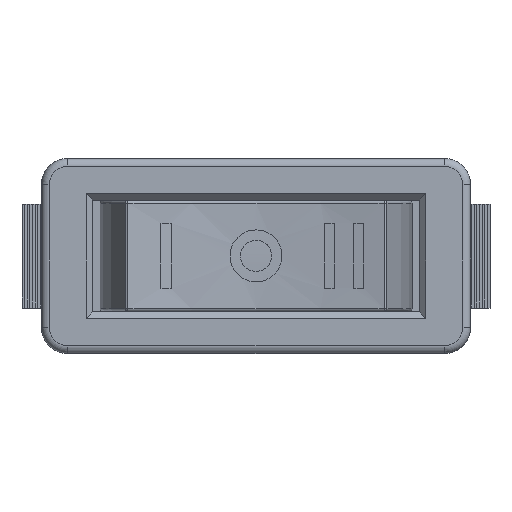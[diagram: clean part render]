
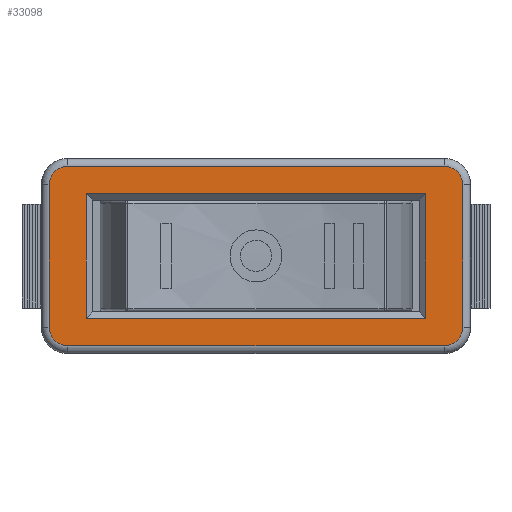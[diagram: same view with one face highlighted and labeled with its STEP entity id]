
A CAD part, top view. The second image highlights one B-rep face of the part: STEP entity #33098.
In plain terms, the highlighted planar face has unit normal (0, 0, 1).
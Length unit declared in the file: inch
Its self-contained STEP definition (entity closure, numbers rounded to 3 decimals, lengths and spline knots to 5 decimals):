
#32850=CARTESIAN_POINT('',(-0.51378,-0.18898,0.74803));
#32851=VERTEX_POINT('',#32850);
#32858=CARTESIAN_POINT('',(0.51378,-0.18898,0.74803));
#32859=VERTEX_POINT('',#32858);
#32860=CARTESIAN_POINT('',(-0.51378,-0.18898,0.74803));
#32861=DIRECTION('',(1.0,0.0,0.0));
#32862=VECTOR('',#32861,1.02756);
#32863=LINE('',#32860,#32862);
#32864=EDGE_CURVE('',#32851,#32859,#32863,.T.);
#32888=CARTESIAN_POINT('',(-0.51378,0.18898,0.74803));
#32889=VERTEX_POINT('',#32888);
#32896=CARTESIAN_POINT('',(-0.51378,0.18898,0.74803));
#32897=DIRECTION('',(0.0,-1.0,0.0));
#32898=VECTOR('',#32897,0.37795);
#32899=LINE('',#32896,#32898);
#32900=EDGE_CURVE('',#32889,#32851,#32899,.T.);
#32919=CARTESIAN_POINT('',(0.51378,0.18898,0.74803));
#32920=VERTEX_POINT('',#32919);
#32927=CARTESIAN_POINT('',(0.51378,0.18898,0.74803));
#32928=DIRECTION('',(-1.0,0.0,0.0));
#32929=VECTOR('',#32928,1.02756);
#32930=LINE('',#32927,#32929);
#32931=EDGE_CURVE('',#32920,#32889,#32930,.T.);
#32949=CARTESIAN_POINT('',(0.51378,-0.18898,0.74803));
#32950=DIRECTION('',(0.0,1.0,0.0));
#32951=VECTOR('',#32950,0.37795);
#32952=LINE('',#32949,#32951);
#32953=EDGE_CURVE('',#32859,#32920,#32952,.T.);
#33017=CARTESIAN_POINT('',(-0.68858,-0.29882,0.74803));
#33018=DIRECTION('',(0.0,0.0,1.0));
#33019=DIRECTION('',(1.0,0.0,0.0));
#33020=AXIS2_PLACEMENT_3D('',#33017,#33018,#33019);
#33021=PLANE('',#33020);
#33022=CARTESIAN_POINT('',(-0.62598,-0.21654,0.74803));
#33023=VERTEX_POINT('',#33022);
#33024=CARTESIAN_POINT('',(-0.62598,0.21654,0.74803));
#33025=VERTEX_POINT('',#33024);
#33026=CARTESIAN_POINT('',(-0.62598,-0.21654,0.74803));
#33027=DIRECTION('',(0.0,1.0,0.0));
#33028=VECTOR('',#33027,0.43307);
#33029=LINE('',#33026,#33028);
#33030=EDGE_CURVE('',#33023,#33025,#33029,.T.);
#33031=ORIENTED_EDGE('',*,*,#33030,.F.);
#33032=CARTESIAN_POINT('',(-0.57087,-0.27165,0.74803));
#33033=VERTEX_POINT('',#33032);
#33034=CARTESIAN_POINT('',(-0.57087,-0.21654,0.74803));
#33035=DIRECTION('',(0.0,0.0,-1.0));
#33036=DIRECTION('',(-0.707,-0.707,0.0));
#33037=AXIS2_PLACEMENT_3D('',#33034,#33035,#33036);
#33038=CIRCLE('',#33037,0.05512);
#33039=EDGE_CURVE('',#33033,#33023,#33038,.T.);
#33040=ORIENTED_EDGE('',*,*,#33039,.F.);
#33041=CARTESIAN_POINT('',(0.57087,-0.27165,0.74803));
#33042=VERTEX_POINT('',#33041);
#33043=CARTESIAN_POINT('',(0.57087,-0.27165,0.74803));
#33044=DIRECTION('',(-1.0,0.0,0.0));
#33045=VECTOR('',#33044,1.14173);
#33046=LINE('',#33043,#33045);
#33047=EDGE_CURVE('',#33042,#33033,#33046,.T.);
#33048=ORIENTED_EDGE('',*,*,#33047,.F.);
#33049=CARTESIAN_POINT('',(0.62598,-0.21654,0.74803));
#33050=VERTEX_POINT('',#33049);
#33051=CARTESIAN_POINT('',(0.57087,-0.21654,0.74803));
#33052=DIRECTION('',(0.0,0.0,-1.0));
#33053=DIRECTION('',(0.707,-0.707,0.0));
#33054=AXIS2_PLACEMENT_3D('',#33051,#33052,#33053);
#33055=CIRCLE('',#33054,0.05512);
#33056=EDGE_CURVE('',#33050,#33042,#33055,.T.);
#33057=ORIENTED_EDGE('',*,*,#33056,.F.);
#33058=CARTESIAN_POINT('',(0.62598,0.21654,0.74803));
#33059=VERTEX_POINT('',#33058);
#33060=CARTESIAN_POINT('',(0.62598,0.21654,0.74803));
#33061=DIRECTION('',(0.0,-1.0,0.0));
#33062=VECTOR('',#33061,0.43307);
#33063=LINE('',#33060,#33062);
#33064=EDGE_CURVE('',#33059,#33050,#33063,.T.);
#33065=ORIENTED_EDGE('',*,*,#33064,.F.);
#33066=CARTESIAN_POINT('',(0.57087,0.27165,0.74803));
#33067=VERTEX_POINT('',#33066);
#33068=CARTESIAN_POINT('',(0.57087,0.21654,0.74803));
#33069=DIRECTION('',(0.0,0.0,-1.0));
#33070=DIRECTION('',(0.707,0.707,0.0));
#33071=AXIS2_PLACEMENT_3D('',#33068,#33069,#33070);
#33072=CIRCLE('',#33071,0.05512);
#33073=EDGE_CURVE('',#33067,#33059,#33072,.T.);
#33074=ORIENTED_EDGE('',*,*,#33073,.F.);
#33075=CARTESIAN_POINT('',(-0.57087,0.27165,0.74803));
#33076=VERTEX_POINT('',#33075);
#33077=CARTESIAN_POINT('',(-0.57087,0.27165,0.74803));
#33078=DIRECTION('',(1.0,0.0,0.0));
#33079=VECTOR('',#33078,1.14173);
#33080=LINE('',#33077,#33079);
#33081=EDGE_CURVE('',#33076,#33067,#33080,.T.);
#33082=ORIENTED_EDGE('',*,*,#33081,.F.);
#33083=CARTESIAN_POINT('',(-0.57087,0.21654,0.74803));
#33084=DIRECTION('',(0.0,0.0,-1.0));
#33085=DIRECTION('',(-0.707,0.707,0.0));
#33086=AXIS2_PLACEMENT_3D('',#33083,#33084,#33085);
#33087=CIRCLE('',#33086,0.05512);
#33088=EDGE_CURVE('',#33025,#33076,#33087,.T.);
#33089=ORIENTED_EDGE('',*,*,#33088,.F.);
#33090=EDGE_LOOP('',(#33031,#33040,#33048,#33057,#33065,#33074,#33082,#33089));
#33091=FACE_OUTER_BOUND('',#33090,.T.);
#33092=ORIENTED_EDGE('',*,*,#32864,.F.);
#33093=ORIENTED_EDGE('',*,*,#32900,.F.);
#33094=ORIENTED_EDGE('',*,*,#32931,.F.);
#33095=ORIENTED_EDGE('',*,*,#32953,.F.);
#33096=EDGE_LOOP('',(#33092,#33093,#33094,#33095));
#33097=FACE_BOUND('',#33096,.T.);
#33098=ADVANCED_FACE('',(#33091,#33097),#33021,.T.);
